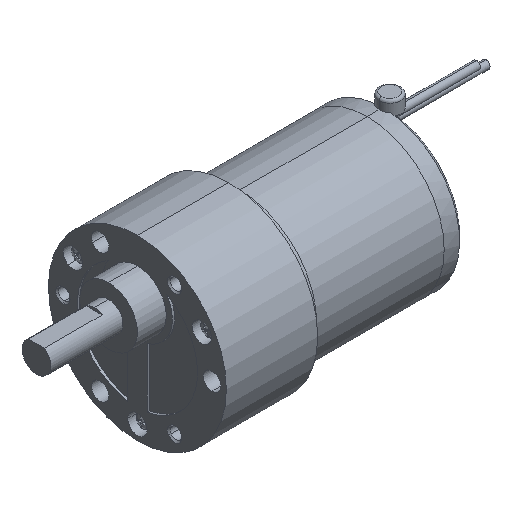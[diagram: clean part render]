
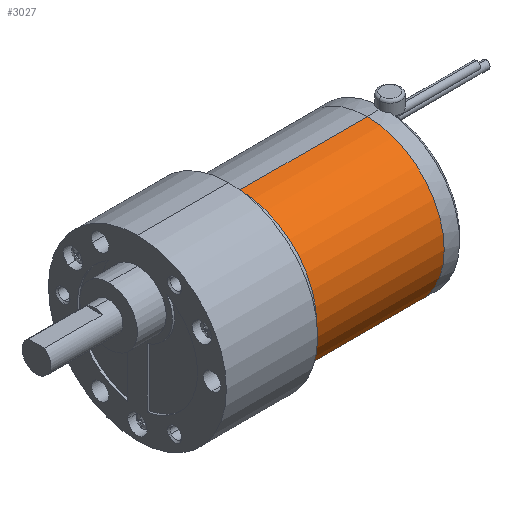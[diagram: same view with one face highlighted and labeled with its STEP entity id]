
A CAD part, isometric view. The second image highlights one B-rep face of the part: STEP entity #3027.
In plain terms, the highlighted cylindrical face has radius 16 mm (diameter 32 mm), a partial arc.
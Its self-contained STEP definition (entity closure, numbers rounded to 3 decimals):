
#2949=CARTESIAN_POINT('POINT6393',(21.3,0.,
   9.));
#2950=VERTEX_POINT('VERTEX6393',#2949);
#2959=CARTESIAN_POINT('POINT6394',(21.3,0.,
   -23.));
#2960=VERTEX_POINT('VERTEX6394',#2959);
#2968=CARTESIAN_POINT('POS9188',(21.3,0.,-7.));
#2969=DIRECTION('DIR14392',(-1.,0.,0.));
#2970=DIRECTION('DIR14393',(0.,0.,1.));
#2971=AXIS2_PLACEMENT_3D('AXIS5205',#2968,#2969,#2970);
#2972=CIRCLE('ELLIPSE2508',#2971,16.);
#2973=EDGE_CURVE('EDGE10261',#2960,#2950,#2972,.T.);
#2996=CARTESIAN_POINT('POINT6395',(47.8,0.,
   9.));
#2997=VERTEX_POINT('VERTEX6395',#2996);
#2998=CARTESIAN_POINT('POS9191',(34.55,0.,
   9.));
#2999=DIRECTION('DIR14398',(-1.,0.,0.));
#3000=VECTOR('VEC3984',#2999,1.);
#3001=LINE('STRAIGHT3984',#2998,#3000);
#3002=EDGE_CURVE('EDGE10263',#2997,#2950,#3001,.T.);
#3003=ORIENTED_EDGE('COEDGE20531',*,*,#3002,.T.);
#3004=ORIENTED_EDGE('COEDGE20532',*,*,#2973,.F.);
#3005=CARTESIAN_POINT('POINT6396',(47.8,0.,
   -23.));
#3006=VERTEX_POINT('VERTEX6396',#3005);
#3007=CARTESIAN_POINT('POS9192',(34.55,0.,
   -23.));
#3008=DIRECTION('DIR14399',(1.,0.,0.));
#3009=VECTOR('VEC3985',#3008,1.);
#3010=LINE('STRAIGHT3985',#3007,#3009);
#3011=EDGE_CURVE('EDGE10264',#2960,#3006,#3010,.T.);
#3012=ORIENTED_EDGE('COEDGE20533',*,*,#3011,.T.);
#3013=CARTESIAN_POINT('POS9193',(47.8,0.,-7.));
#3014=DIRECTION('DIR14400',(-1.,0.,0.));
#3015=DIRECTION('DIR14401',(0.,0.,1.));
#3016=AXIS2_PLACEMENT_3D('AXIS5208',#3013,#3014,#3015);
#3017=CIRCLE('ELLIPSE2510',#3016,16.);
#3018=EDGE_CURVE('EDGE10265',#3006,#2997,#3017,.T.);
#3019=ORIENTED_EDGE('COEDGE20534',*,*,#3018,.T.);
#3020=EDGE_LOOP('NONE',(#3003,#3004,#3012,#3019));
#3021=FACE_BOUND('LOOP1',#3020,.T.);
#3022=CARTESIAN_POINT('POS9194',(34.55,0.,-7.));
#3023=DIRECTION('DIR14402',(-1.,0.,0.));
#3024=DIRECTION('DIR14403',(0.,0.,1.));
#3025=AXIS2_PLACEMENT_3D('AXIS5209',#3022,#3023,#3024);
#3026=CYLINDRICAL_SURFACE('CONE_SURF1082',#3025,16.);
#3027=ADVANCED_FACE('FACE4621',(#3021),#3026,.T.);
